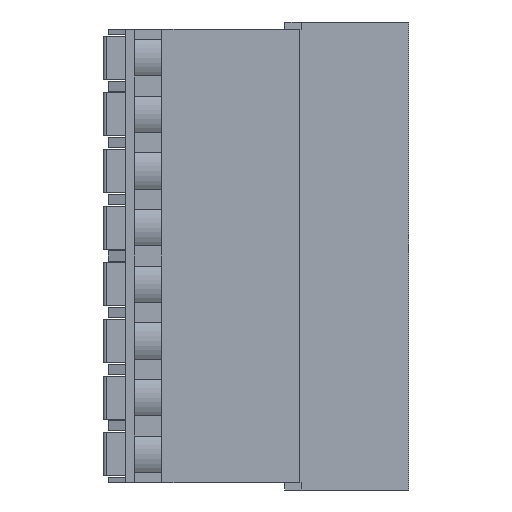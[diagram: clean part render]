
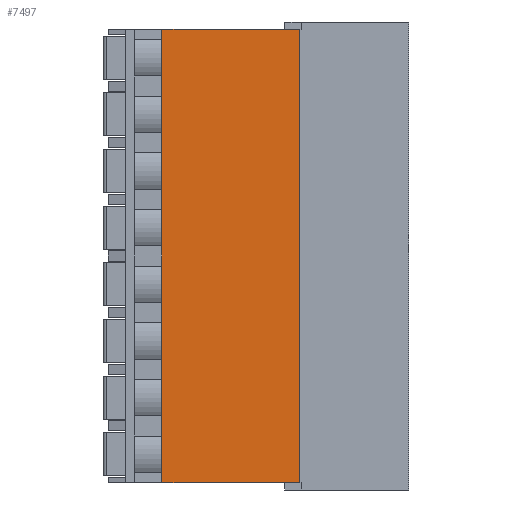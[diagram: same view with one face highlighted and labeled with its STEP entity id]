
A CAD part, left-side view. The second image highlights one B-rep face of the part: STEP entity #7497.
In plain terms, the highlighted planar face has unit normal (-1, 0, 0).
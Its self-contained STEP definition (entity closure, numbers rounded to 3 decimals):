
#139=DIRECTION('',(0.,-1.,0.));
#140=VECTOR('',#139,12.15);
#141=CARTESIAN_POINT('',(-4.009,8.128,-37.5));
#142=LINE('',#141,#140);
#463=DIRECTION('',(0.,-1.,0.));
#464=VECTOR('',#463,12.15);
#465=CARTESIAN_POINT('',(-4.009,8.128,2.5));
#466=LINE('',#465,#464);
#568=DIRECTION('',(0.,0.,1.));
#569=VECTOR('',#568,40.);
#570=CARTESIAN_POINT('',(-4.009,-4.022,-37.5));
#571=LINE('',#570,#569);
#584=DIRECTION('',(0.,0.,1.));
#585=VECTOR('',#584,2.5);
#586=CARTESIAN_POINT('',(-4.009,8.128,-37.5));
#587=LINE('',#586,#585);
#588=DIRECTION('',(0.,0.,-1.));
#589=VECTOR('',#588,2.5);
#590=CARTESIAN_POINT('',(-4.009,8.128,2.5));
#591=LINE('',#590,#589);
#615=DIRECTION('',(0.,0.,-1.));
#616=VECTOR('',#615,5.);
#617=CARTESIAN_POINT('',(-4.009,8.128,-30.));
#618=LINE('',#617,#616);
#659=DIRECTION('',(0.,0.,-1.));
#660=VECTOR('',#659,5.);
#661=CARTESIAN_POINT('',(-4.009,8.128,-25.));
#662=LINE('',#661,#660);
#703=DIRECTION('',(0.,0.,-1.));
#704=VECTOR('',#703,5.);
#705=CARTESIAN_POINT('',(-4.009,8.128,-20.));
#706=LINE('',#705,#704);
#747=DIRECTION('',(0.,0.,-1.));
#748=VECTOR('',#747,5.);
#749=CARTESIAN_POINT('',(-4.009,8.128,-15.));
#750=LINE('',#749,#748);
#791=DIRECTION('',(0.,0.,-1.));
#792=VECTOR('',#791,5.);
#793=CARTESIAN_POINT('',(-4.009,8.128,-10.));
#794=LINE('',#793,#792);
#835=DIRECTION('',(0.,0.,-1.));
#836=VECTOR('',#835,5.);
#837=CARTESIAN_POINT('',(-4.009,8.128,-5.));
#838=LINE('',#837,#836);
#879=DIRECTION('',(0.,0.,-1.));
#880=VECTOR('',#879,5.);
#881=CARTESIAN_POINT('',(-4.009,8.128,0.));
#882=LINE('',#881,#880);
#5336=CARTESIAN_POINT('',(-4.009,-4.022,-37.5));
#5338=VERTEX_POINT('',#5336);
#5356=CARTESIAN_POINT('',(-4.009,-4.022,2.5));
#5358=VERTEX_POINT('',#5356);
#5516=CARTESIAN_POINT('',(-4.009,8.128,2.5));
#5518=VERTEX_POINT('',#5516);
#5526=CARTESIAN_POINT('',(-4.009,8.128,0.));
#5527=VERTEX_POINT('',#5526);
#5718=CARTESIAN_POINT('',(-4.009,8.128,-5.));
#5719=VERTEX_POINT('',#5718);
#5896=CARTESIAN_POINT('',(-4.009,8.128,-10.));
#5897=VERTEX_POINT('',#5896);
#6028=CARTESIAN_POINT('',(-4.009,8.128,-15.));
#6029=VERTEX_POINT('',#6028);
#6160=CARTESIAN_POINT('',(-4.009,8.128,-20.));
#6161=VERTEX_POINT('',#6160);
#6430=CARTESIAN_POINT('',(-4.009,8.128,-25.));
#6431=VERTEX_POINT('',#6430);
#6608=CARTESIAN_POINT('',(-4.009,8.128,-30.));
#6609=VERTEX_POINT('',#6608);
#6788=CARTESIAN_POINT('',(-4.009,8.128,-35.));
#6789=VERTEX_POINT('',#6788);
#6852=CARTESIAN_POINT('',(-4.009,8.128,-37.5));
#6853=VERTEX_POINT('',#6852);
#7469=CARTESIAN_POINT('',(-4.009,11.328,-37.5));
#7470=DIRECTION('',(-1.,0.,0.));
#7471=DIRECTION('',(0.,-1.,0.));
#7472=AXIS2_PLACEMENT_3D('',#7469,#7470,#7471);
#7473=PLANE('',#7472);
#7475=ORIENTED_EDGE('',*,*,#7474,.T.);
#7477=ORIENTED_EDGE('',*,*,#7476,.F.);
#7479=ORIENTED_EDGE('',*,*,#7478,.F.);
#7481=ORIENTED_EDGE('',*,*,#7480,.F.);
#7483=ORIENTED_EDGE('',*,*,#7482,.F.);
#7485=ORIENTED_EDGE('',*,*,#7484,.F.);
#7487=ORIENTED_EDGE('',*,*,#7486,.F.);
#7489=ORIENTED_EDGE('',*,*,#7488,.F.);
#7491=ORIENTED_EDGE('',*,*,#7490,.F.);
#7492=ORIENTED_EDGE('',*,*,#7336,.T.);
#7493=ORIENTED_EDGE('',*,*,#7432,.F.);
#7494=ORIENTED_EDGE('',*,*,#6935,.F.);
#7495=EDGE_LOOP('',(#7475,#7477,#7479,#7481,#7483,#7485,#7487,#7489,#7491,#7492,
#7493,#7494));
#7496=FACE_OUTER_BOUND('',#7495,.F.);
#6935=EDGE_CURVE('',#6853,#5338,#142,.T.);
#7336=EDGE_CURVE('',#5518,#5358,#466,.T.);
#7432=EDGE_CURVE('',#5338,#5358,#571,.T.);
#7474=EDGE_CURVE('',#6853,#6789,#587,.T.);
#7476=EDGE_CURVE('',#6609,#6789,#618,.T.);
#7478=EDGE_CURVE('',#6431,#6609,#662,.T.);
#7480=EDGE_CURVE('',#6161,#6431,#706,.T.);
#7482=EDGE_CURVE('',#6029,#6161,#750,.T.);
#7484=EDGE_CURVE('',#5897,#6029,#794,.T.);
#7486=EDGE_CURVE('',#5719,#5897,#838,.T.);
#7488=EDGE_CURVE('',#5527,#5719,#882,.T.);
#7490=EDGE_CURVE('',#5518,#5527,#591,.T.);
#7497=ADVANCED_FACE('',(#7496),#7473,.T.);
